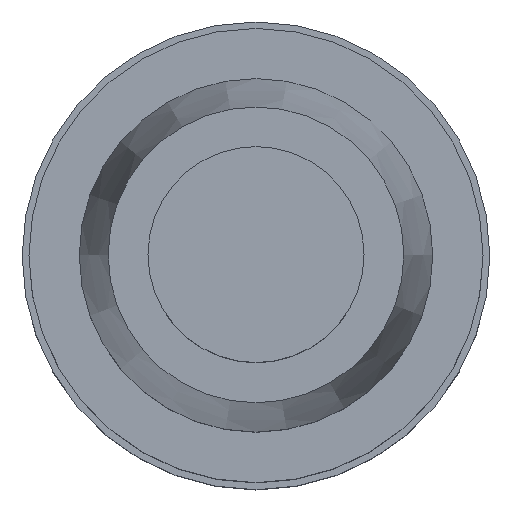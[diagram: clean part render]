
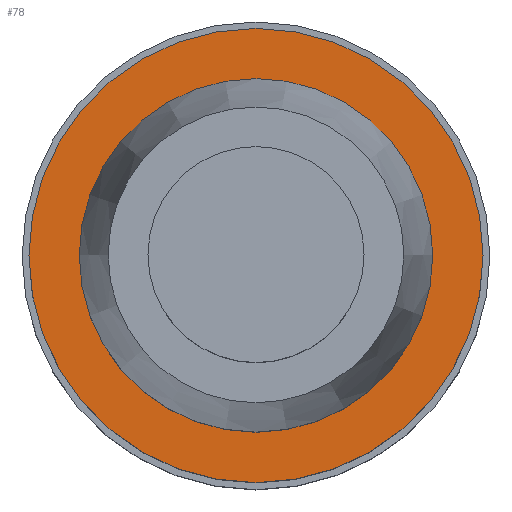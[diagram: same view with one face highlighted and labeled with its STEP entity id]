
A CAD part, top view. The second image highlights one B-rep face of the part: STEP entity #78.
In plain terms, the highlighted planar face has unit normal (0, 0, 1).
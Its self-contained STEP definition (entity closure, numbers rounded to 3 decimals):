
#64=FACE_BOUND('',#104,.T.);
#65=FACE_BOUND('',#105,.T.);
#78=ADVANCED_FACE('',(#64,#65),#87,.T.);
#87=PLANE('',#213);
#104=EDGE_LOOP('',(#124));
#105=EDGE_LOOP('',(#125));
#124=ORIENTED_EDGE('',*,*,#150,.F.);
#125=ORIENTED_EDGE('',*,*,#149,.T.);
#139=VERTEX_POINT('',#308);
#140=VERTEX_POINT('',#311);
#149=EDGE_CURVE('',#139,#139,#159,.T.);
#150=EDGE_CURVE('',#140,#140,#160,.T.);
#159=CIRCLE('',#210,3.6);
#160=CIRCLE('',#212,4.625);
#210=AXIS2_PLACEMENT_3D('',#307,#249,#250);
#212=AXIS2_PLACEMENT_3D('',#310,#253,#254);
#213=AXIS2_PLACEMENT_3D('',#312,#255,#256);
#249=DIRECTION('',(0.,0.,-1.));
#250=DIRECTION('',(-1.,0.,0.));
#253=DIRECTION('',(0.,0.,-1.));
#254=DIRECTION('',(-1.,0.,0.));
#255=DIRECTION('',(0.,0.,1.));
#256=DIRECTION('',(-1.,0.,0.));
#307=CARTESIAN_POINT('',(0.,0.,0.));
#308=CARTESIAN_POINT('',(-3.6,0.,0.));
#310=CARTESIAN_POINT('',(0.,0.,0.));
#311=CARTESIAN_POINT('',(-4.625,0.,0.));
#312=CARTESIAN_POINT('',(4.626,4.626,0.));
